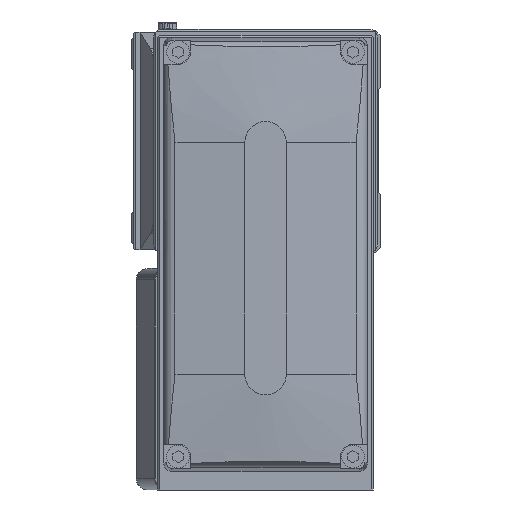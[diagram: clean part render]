
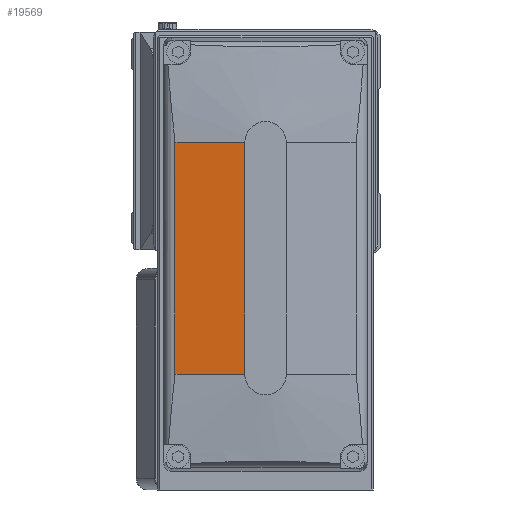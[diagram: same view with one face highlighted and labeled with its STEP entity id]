
A CAD part, left-side view. The second image highlights one B-rep face of the part: STEP entity #19569.
In plain terms, the highlighted face is planar.
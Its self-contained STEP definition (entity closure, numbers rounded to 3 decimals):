
#5772 = ORIENTED_EDGE ( 'NONE', *, *, #51796, .T. ) ;
#6003 = DIRECTION ( 'NONE',  ( 0.087, 0., -0.996 ) ) ;
#6621 = VECTOR ( 'NONE', #6003, 1000. ) ;
#7526 = FACE_OUTER_BOUND ( 'NONE', #30857, .T. ) ;
#11961 = DIRECTION ( 'NONE',  ( 0.087, 0., -0.996 ) ) ;
#12041 = CARTESIAN_POINT ( 'NONE',  ( -48.525, -28., -21.861 ) ) ;
#14522 = VECTOR ( 'NONE', #32546, 1000. ) ;
#16414 = VERTEX_POINT ( 'NONE', #47642 ) ;
#18919 = CARTESIAN_POINT ( 'NONE',  ( -50., 128., -5. ) ) ;
#19569 = ADVANCED_FACE ( 'NONE', ( #7526 ), #31766, .T. ) ;
#19769 = CARTESIAN_POINT ( 'NONE',  ( -50., -28., -5. ) ) ;
#20468 = EDGE_CURVE ( 'NONE', #34135, #50341, #44375, .T. ) ;
#21758 = ORIENTED_EDGE ( 'NONE', *, *, #52356, .F. ) ;
#23473 = LINE ( 'NONE', #48562, #48801 ) ;
#25054 = DIRECTION ( 'NONE',  ( -0.087, 0., 0.996 ) ) ;
#25371 = VECTOR ( 'NONE', #11961, 1000. ) ;
#28557 = CARTESIAN_POINT ( 'NONE',  ( -48.525, 128., -21.861 ) ) ;
#30857 = EDGE_LOOP ( 'NONE', ( #48440, #21758, #5772, #45489 ) ) ;
#31766 = PLANE ( 'NONE',  #53031 ) ;
#31836 = VERTEX_POINT ( 'NONE', #40465 ) ;
#32546 = DIRECTION ( 'NONE',  ( 0., -1., 0. ) ) ;
#34135 = VERTEX_POINT ( 'NONE', #19769 ) ;
#37052 = CARTESIAN_POINT ( 'NONE',  ( -50., -28., -5. ) ) ;
#39677 = DIRECTION ( 'NONE',  ( 0., -1., 0. ) ) ;
#40465 = CARTESIAN_POINT ( 'NONE',  ( -50., 28., -5. ) ) ;
#41364 = EDGE_CURVE ( 'NONE', #16414, #50341, #49638, .T. ) ;
#43010 = LINE ( 'NONE', #47320, #6621 ) ;
#43708 = DIRECTION ( 'NONE',  ( -0.996, 0., -0.087 ) ) ;
#44375 = LINE ( 'NONE', #37052, #25371 ) ;
#45489 = ORIENTED_EDGE ( 'NONE', *, *, #41364, .T. ) ;
#47320 = CARTESIAN_POINT ( 'NONE',  ( -50., 28., -5. ) ) ;
#47642 = CARTESIAN_POINT ( 'NONE',  ( -48.525, 28., -21.861 ) ) ;
#48440 = ORIENTED_EDGE ( 'NONE', *, *, #20468, .F. ) ;
#48562 = CARTESIAN_POINT ( 'NONE',  ( -50., 128., -5. ) ) ;
#48801 = VECTOR ( 'NONE', #39677, 1000. ) ;
#49638 = LINE ( 'NONE', #28557, #14522 ) ;
#50341 = VERTEX_POINT ( 'NONE', #12041 ) ;
#51796 = EDGE_CURVE ( 'NONE', #31836, #16414, #43010, .T. ) ;
#52356 = EDGE_CURVE ( 'NONE', #31836, #34135, #23473, .T. ) ;
#53031 = AXIS2_PLACEMENT_3D ( 'NONE', #18919, #43708, #25054 ) ;
